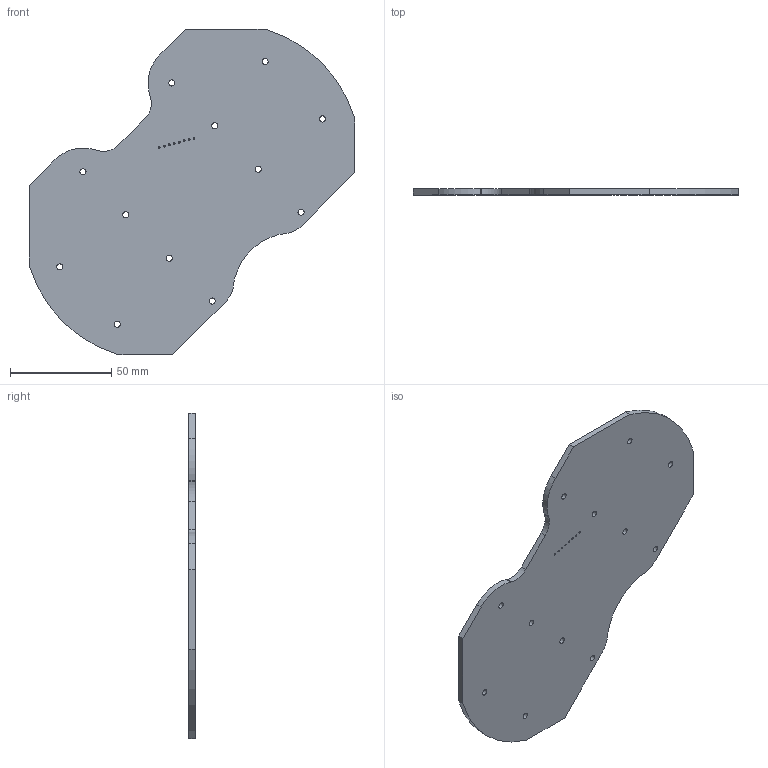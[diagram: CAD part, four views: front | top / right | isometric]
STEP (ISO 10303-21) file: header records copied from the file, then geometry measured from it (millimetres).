
FILE_DESCRIPTION(/* description */ (''),/* implementation_level */ '2;1');
FILE_NAME(/* name */ 'plata_v2.stp',/* time_stamp */ '2025-09-17T17:57:00+03:00',/* author */ ('daa'),/* organization */ (''),/* preprocessor_version */ 'ST-DEVELOPER v19',/* originating_system */ 'Autodesk Inventor 2023',/* authorisation */ '');
FILE_SCHEMA (('AUTOMOTIVE_DESIGN { 1 0 10303 214 3 1 1 }'));
Length unit declared in the file: millimetre
Products named in the file (1): plata_v2
Bounding box: 160.54 x 3 x 160.54 mm (x, y, z)
Volume: 49206.1 mm3; surface area: 34757.1 mm2
Topology: 1 solids, 1 shells, 44 faces, 126 edges, 84 vertices
Faces by surface type: cylinder 33, plane 11
Full cylindrical faces by diameter (mm): 0.9 x8, 3 x12
Entity records: 1599 total; most frequent: DIRECTION 282, CARTESIAN_POINT 255, ORIENTED_EDGE 252, EDGE_CURVE 126, AXIS2_PLACEMENT_3D 111, EDGE_LOOP 84, VERTEX_POINT 84, CIRCLE 66
